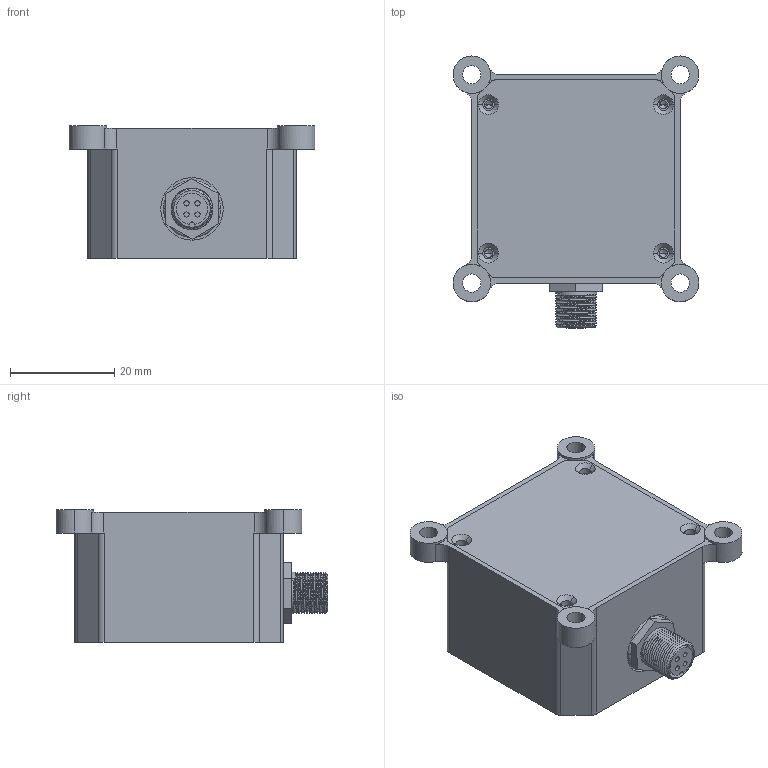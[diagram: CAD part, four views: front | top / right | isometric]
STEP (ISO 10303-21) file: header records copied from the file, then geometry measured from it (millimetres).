
FILE_DESCRIPTION (( 'STEP AP214' ), '1' );
FILE_NAME ('×°ÅäÌå1.STEP', '2021-01-26T11:00:46', ( '' ), ( '' ), 'SwSTEP 2.0', 'SolidWorks 2016', '' );
FILE_SCHEMA (( 'AUTOMOTIVE_DESIGN' ));
Length unit declared in the file: millimetre
Products named in the file (1): 蚾饜极1
Bounding box: 47.2 x 52.2 x 25.5 mm (x, y, z)
Volume: 15203.6 mm3; surface area: 15377.9 mm2
Topology: 5 solids, 5 shells, 260 faces, 688 edges, 438 vertices
Faces by surface type: cylinder 142, plane 83, cone 29, torus 4, bspline 2
Entity records: 12071 total; most frequent: CARTESIAN_POINT 2660, DIRECTION 1402, ORIENTED_EDGE 1348, EDGE_CURVE 674, AXIS2_PLACEMENT_3D 531, VERTEX_POINT 438, LINE 340, VECTOR 340
